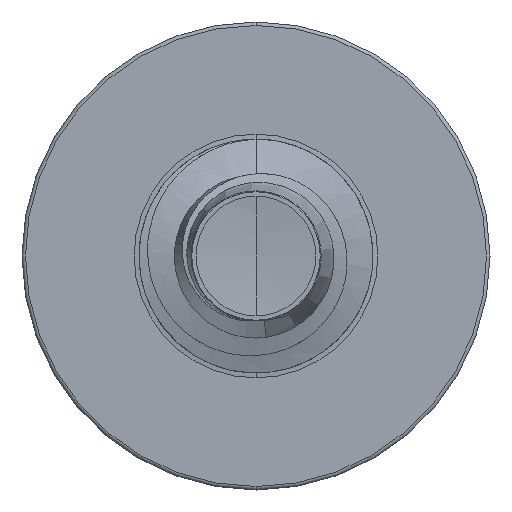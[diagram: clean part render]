
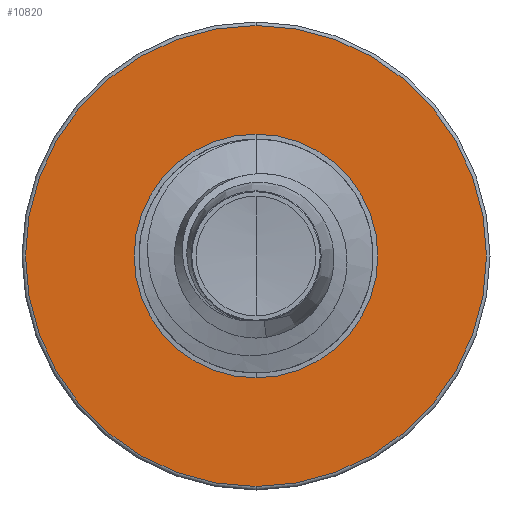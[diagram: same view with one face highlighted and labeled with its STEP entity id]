
A CAD part, front view. The second image highlights one B-rep face of the part: STEP entity #10820.
In plain terms, the highlighted planar face has unit normal (0, -1, 0).
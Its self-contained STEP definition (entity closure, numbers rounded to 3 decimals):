
#1169 = CARTESIAN_POINT ( 'NONE',  ( 0., 5., 2.955 ) ) ;
#1258 = EDGE_CURVE ( 'NONE', #1501, #12885, #11402, .T. ) ;
#1501 = VERTEX_POINT ( 'NONE', #7999 ) ;
#1808 = CARTESIAN_POINT ( 'NONE',  ( 0., 5., -2.955 ) ) ;
#2943 = ORIENTED_EDGE ( 'NONE', *, *, #13118, .F. ) ;
#3914 = AXIS2_PLACEMENT_3D ( 'NONE', #8966, #8604, #8518 ) ;
#5525 = DIRECTION ( 'NONE',  ( 0., 0., 1. ) ) ;
#5553 = DIRECTION ( 'NONE',  ( 0., 1., 0. ) ) ;
#5570 = CARTESIAN_POINT ( 'NONE',  ( 0., 5., 0. ) ) ;
#5626 = CARTESIAN_POINT ( 'NONE',  ( 0., 5., -1.562 ) ) ;
#6111 = AXIS2_PLACEMENT_3D ( 'NONE', #5570, #5553, #5525 ) ;
#7105 = ORIENTED_EDGE ( 'NONE', *, *, #13878, .F. ) ;
#7999 = CARTESIAN_POINT ( 'NONE',  ( 0., 5., 1.562 ) ) ;
#8098 = VERTEX_POINT ( 'NONE', #1808 ) ;
#8299 = CIRCLE ( 'NONE', #12756, 2.955 ) ;
#8518 = DIRECTION ( 'NONE',  ( 0., 0., 1. ) ) ;
#8604 = DIRECTION ( 'NONE',  ( 0., 1., 0. ) ) ;
#8759 = EDGE_CURVE ( 'NONE', #12885, #1501, #13058, .T. ) ;
#8822 = DIRECTION ( 'NONE',  ( 0., 1., 0. ) ) ;
#8966 = CARTESIAN_POINT ( 'NONE',  ( 0., 5., -1.562 ) ) ;
#9176 = PLANE ( 'NONE',  #3914 ) ;
#9352 = EDGE_LOOP ( 'NONE', ( #12450, #13951 ) ) ;
#10758 = DIRECTION ( 'NONE',  ( 0., 0., 1. ) ) ;
#10820 = ADVANCED_FACE ( 'NONE', ( #12706, #14065 ), #9176, .F. ) ;
#11383 = AXIS2_PLACEMENT_3D ( 'NONE', #12790, #12779, #12770 ) ;
#11402 = CIRCLE ( 'NONE', #14085, 1.562 ) ;
#11859 = EDGE_LOOP ( 'NONE', ( #2943, #7105 ) ) ;
#11928 = DIRECTION ( 'NONE',  ( 0., 1., 0. ) ) ;
#12288 = VERTEX_POINT ( 'NONE', #1169 ) ;
#12450 = ORIENTED_EDGE ( 'NONE', *, *, #1258, .T. ) ;
#12706 = FACE_OUTER_BOUND ( 'NONE', #11859, .T. ) ;
#12756 = AXIS2_PLACEMENT_3D ( 'NONE', #13723, #8822, #14088 ) ;
#12770 = DIRECTION ( 'NONE',  ( 0., 0., 1. ) ) ;
#12779 = DIRECTION ( 'NONE',  ( 0., 1., 0. ) ) ;
#12790 = CARTESIAN_POINT ( 'NONE',  ( 0., 5., 0. ) ) ;
#12885 = VERTEX_POINT ( 'NONE', #5626 ) ;
#12919 = CIRCLE ( 'NONE', #11383, 2.955 ) ;
#13058 = CIRCLE ( 'NONE', #6111, 1.562 ) ;
#13118 = EDGE_CURVE ( 'NONE', #12288, #8098, #12919, .T. ) ;
#13331 = CARTESIAN_POINT ( 'NONE',  ( 0., 5., 0. ) ) ;
#13723 = CARTESIAN_POINT ( 'NONE',  ( 0., 5., 0. ) ) ;
#13878 = EDGE_CURVE ( 'NONE', #8098, #12288, #8299, .T. ) ;
#13951 = ORIENTED_EDGE ( 'NONE', *, *, #8759, .T. ) ;
#14065 = FACE_BOUND ( 'NONE', #9352, .T. ) ;
#14085 = AXIS2_PLACEMENT_3D ( 'NONE', #13331, #11928, #10758 ) ;
#14088 = DIRECTION ( 'NONE',  ( 0., 0., 1. ) ) ;
